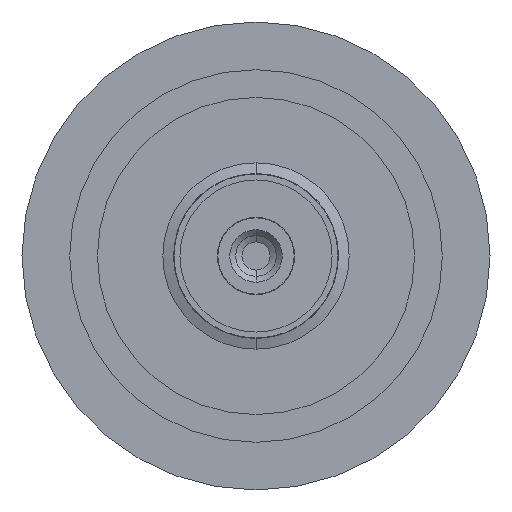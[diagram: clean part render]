
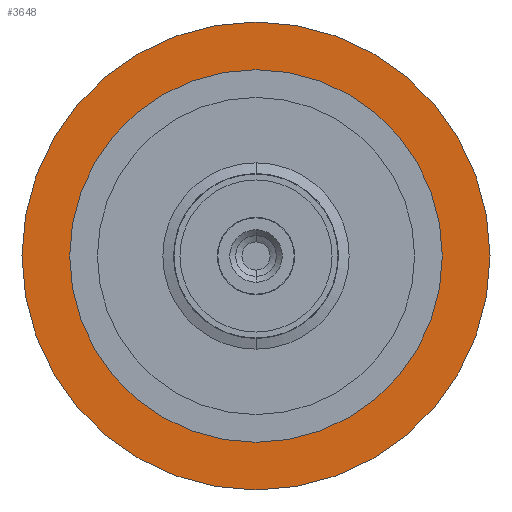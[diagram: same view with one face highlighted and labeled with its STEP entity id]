
A CAD part, front view. The second image highlights one B-rep face of the part: STEP entity #3648.
In plain terms, the highlighted planar face has unit normal (0, -1, 0).
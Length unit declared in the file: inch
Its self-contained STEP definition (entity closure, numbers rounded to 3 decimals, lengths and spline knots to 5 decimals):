
#319 = AXIS2_PLACEMENT_3D ( 'NONE', #393, #394, #395 ) ;
#393 = CARTESIAN_POINT ( 'NONE',  ( 0., 0.52221, 0. ) ) ;
#394 = DIRECTION ( 'NONE',  ( 0., 1., 0. ) ) ;
#395 = DIRECTION ( 'NONE',  ( 0., 0., 1. ) ) ;
#622 = CARTESIAN_POINT ( 'NONE',  ( 0.785, 0.52221, 0. ) ) ;
#625 = PLANE ( 'NONE',  #3590 ) ;
#627 = DIRECTION ( 'NONE',  ( 0., 1., 0. ) ) ;
#628 = DIRECTION ( 'NONE',  ( 0., 0., 1. ) ) ;
#982 = ORIENTED_EDGE ( 'NONE', *, *, #2559, .F. ) ;
#983 = ORIENTED_EDGE ( 'NONE', *, *, #2519, .F. ) ;
#984 = ORIENTED_EDGE ( 'NONE', *, *, #3850, .F. ) ;
#985 = ORIENTED_EDGE ( 'NONE', *, *, #2522, .F. ) ;
#999 = VERTEX_POINT ( 'NONE', #3078 ) ;
#1015 = VERTEX_POINT ( 'NONE', #3056 ) ;
#1020 = VERTEX_POINT ( 'NONE', #3051 ) ;
#1056 = VERTEX_POINT ( 'NONE', #3001 ) ;
#1165 = AXIS2_PLACEMENT_3D ( 'NONE', #2629, #2630, #2631 ) ;
#1193 = AXIS2_PLACEMENT_3D ( 'NONE', #3280, #3281, #3282 ) ;
#1196 = AXIS2_PLACEMENT_3D ( 'NONE', #3271, #3272, #3273 ) ;
#1461 = FACE_OUTER_BOUND ( 'NONE', #2167, .T. ) ;
#1466 = FACE_BOUND ( 'NONE', #2210, .T. ) ;
#1853 = CIRCLE ( 'NONE', #1165, 0.625 ) ;
#1873 = CIRCLE ( 'NONE', #1193, 0.785 ) ;
#1875 = CIRCLE ( 'NONE', #1196, 0.625 ) ;
#2167 = EDGE_LOOP ( 'NONE', ( #984, #985 ) ) ;
#2210 = EDGE_LOOP ( 'NONE', ( #982, #983 ) ) ;
#2519 = EDGE_CURVE ( 'NONE', #1020, #1015, #1875, .T. ) ;
#2522 = EDGE_CURVE ( 'NONE', #1056, #999, #1873, .T. ) ;
#2559 = EDGE_CURVE ( 'NONE', #1015, #1020, #1853, .T. ) ;
#2629 = CARTESIAN_POINT ( 'NONE',  ( 0., 0.52221, 0. ) ) ;
#2630 = DIRECTION ( 'NONE',  ( 0., -1., 0. ) ) ;
#2631 = DIRECTION ( 'NONE',  ( 0., 0., 1. ) ) ;
#2863 = CIRCLE ( 'NONE', #319, 0.785 ) ;
#3001 = CARTESIAN_POINT ( 'NONE',  ( 0., 0.52221, -0.785 ) ) ;
#3051 = CARTESIAN_POINT ( 'NONE',  ( 0., 0.52221, -0.625 ) ) ;
#3056 = CARTESIAN_POINT ( 'NONE',  ( 0., 0.52221, 0.625 ) ) ;
#3078 = CARTESIAN_POINT ( 'NONE',  ( 0., 0.52221, 0.785 ) ) ;
#3271 = CARTESIAN_POINT ( 'NONE',  ( 0., 0.52221, 0. ) ) ;
#3272 = DIRECTION ( 'NONE',  ( 0., -1., 0. ) ) ;
#3273 = DIRECTION ( 'NONE',  ( 0., 0., 1. ) ) ;
#3280 = CARTESIAN_POINT ( 'NONE',  ( 0., 0.52221, 0. ) ) ;
#3281 = DIRECTION ( 'NONE',  ( 0., 1., 0. ) ) ;
#3282 = DIRECTION ( 'NONE',  ( 0., 0., 1. ) ) ;
#3590 = AXIS2_PLACEMENT_3D ( 'NONE', #622, #627, #628 ) ;
#3648 = ADVANCED_FACE ( 'NONE', ( #1466, #1461 ), #625, .F. ) ;
#3850 = EDGE_CURVE ( 'NONE', #999, #1056, #2863, .T. ) ;
